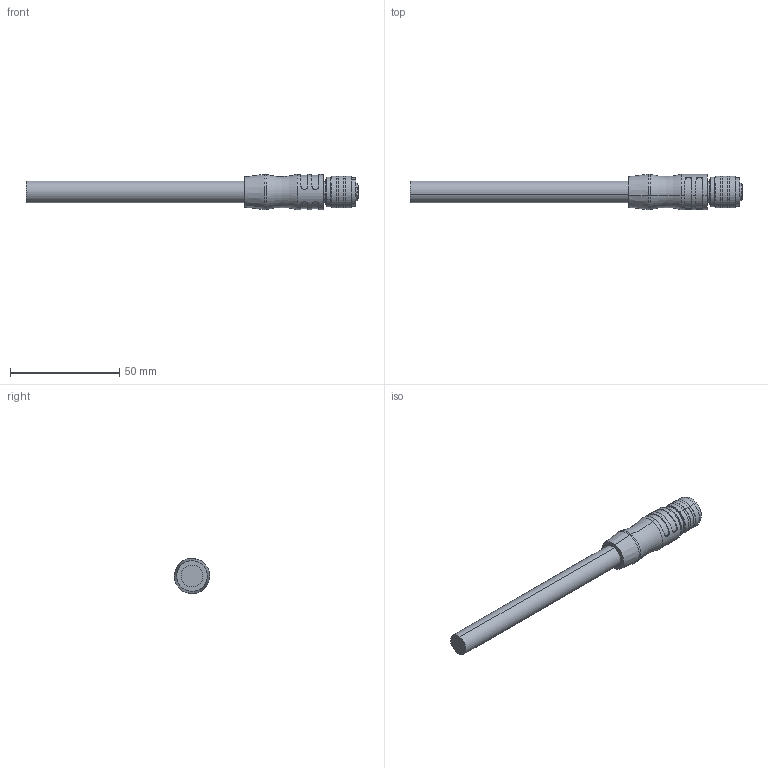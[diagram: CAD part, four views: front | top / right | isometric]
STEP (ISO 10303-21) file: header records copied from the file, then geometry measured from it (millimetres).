
FILE_DESCRIPTION((''),'2;1');
FILE_NAME('EK4_5-M-S10_ASM','2019-03-26T',('xin.jin'),(''),'PRO/ENGINEER BY PARAMETRIC TECHNOLOGY CORPORATION, 2012060','PRO/ENGINEER BY PARAMETRIC TECHNOLOGY CORPORATION, 2012060','');
FILE_SCHEMA(('AUTOMOTIVE_DESIGN { 1 0 10303 214 1 1 1 1 }'));
Length unit declared in the file: millimetre
Products named in the file (1): EK4_5-M-S10_ASM
Bounding box: 151.9 x 16.19 x 16.19 mm (x, y, z)
Volume: 15454.1 mm3; surface area: 8679.7 mm2
Topology: 2 solids, 3 shells, 580 faces, 1590 edges, 1042 vertices
Faces by surface type: cylinder 298, plane 207, cone 34, bspline 32, torus 9
Entity records: 21003 total; most frequent: CARTESIAN_POINT 5818, DIRECTION 3313, ORIENTED_EDGE 3152, EDGE_CURVE 1580, AXIS2_PLACEMENT_3D 1296, VERTEX_POINT 1042, CIRCLE 747, VECTOR 721
